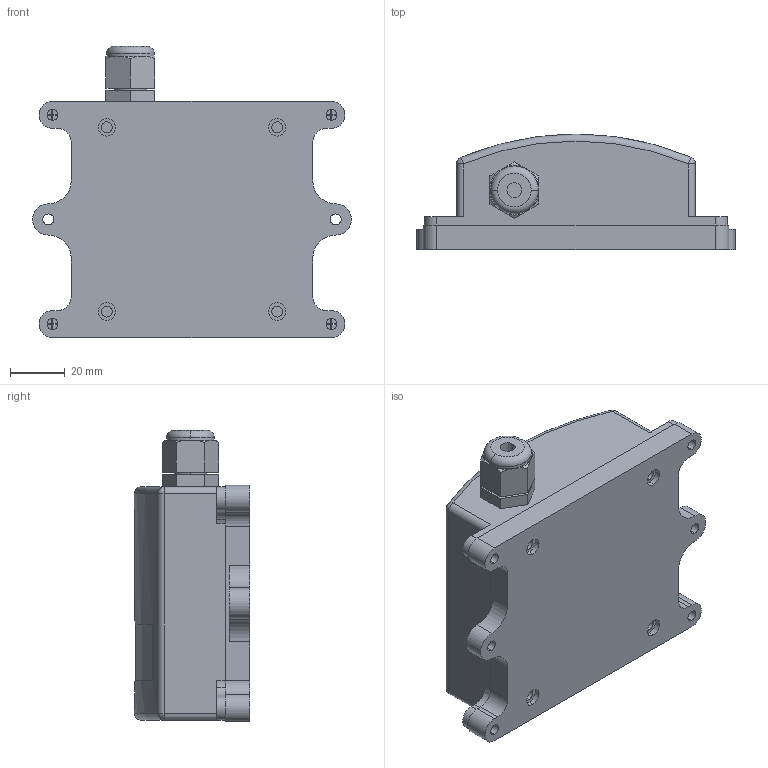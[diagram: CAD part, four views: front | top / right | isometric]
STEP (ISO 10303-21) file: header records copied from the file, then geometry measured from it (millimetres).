
FILE_DESCRIPTION (( 'STEP AP214' ), '1' );
FILE_NAME ('SRAQ-D461-1_3D.STEP', '2022-06-10T20:43:37', ( '' ), ( '' ), 'SwSTEP 2.0', 'SolidWorks 2021', '' );
FILE_SCHEMA (( 'AUTOMOTIVE_DESIGN' ));
Length unit declared in the file: inch
Products named in the file (1): SRAQ-D461-1_3D
Bounding box: 116 x 42 x 106 mm (x, y, z)
Volume: 300340.5 mm3; surface area: 33377.4 mm2
Topology: 5 solids, 5 shells, 232 faces, 590 edges, 386 vertices
Faces by surface type: plane 111, cylinder 91, bspline 12, sphere 8, cone 6, torus 4
Entity records: 7554 total; most frequent: CARTESIAN_POINT 1711, DIRECTION 1216, ORIENTED_EDGE 1160, EDGE_CURVE 580, AXIS2_PLACEMENT_3D 463, VERTEX_POINT 382, VECTOR 290, LINE 290
